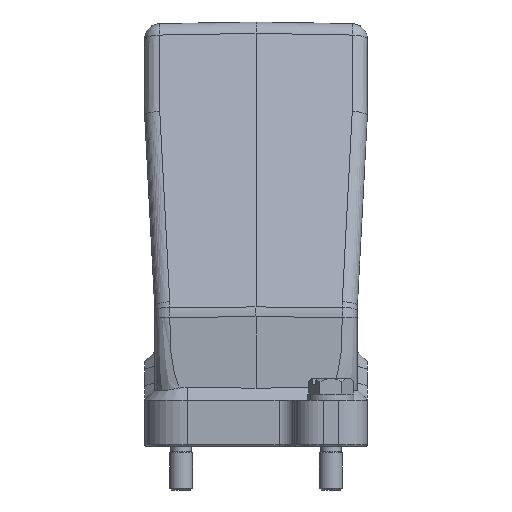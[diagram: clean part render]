
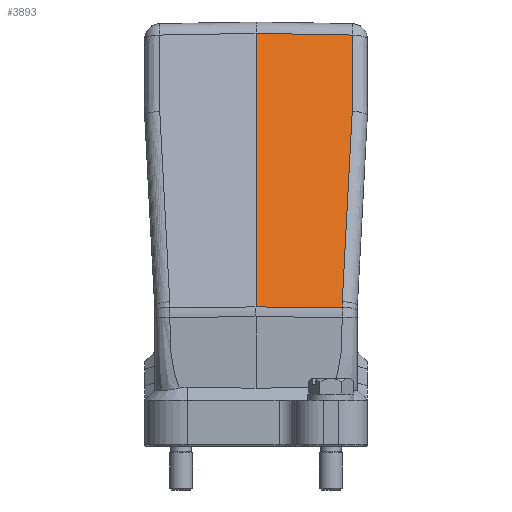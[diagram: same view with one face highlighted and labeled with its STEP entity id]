
A CAD part, left-side view. The second image highlights one B-rep face of the part: STEP entity #3893.
In plain terms, the highlighted planar face has unit normal (-0.966, -0.018, 0.259).
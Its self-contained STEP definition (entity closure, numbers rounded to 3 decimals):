
#1373=B_SPLINE_CURVE_WITH_KNOTS('',3,(#20039,#20040,#20041,#20042,#20043,
#20044),.UNSPECIFIED.,.F.,.F.,(4,2,4),(0.,0.998,1.),
 .UNSPECIFIED.);
#1374=B_SPLINE_CURVE_WITH_KNOTS('',3,(#20047,#20048,#20049,#20050),
 .UNSPECIFIED.,.F.,.F.,(4,4),(0.,1.),.UNSPECIFIED.);
#1375=B_SPLINE_CURVE_WITH_KNOTS('',3,(#20054,#20055,#20056,#20057,#20058,
#20059),.UNSPECIFIED.,.F.,.F.,(4,2,4),(0.,0.069,1.),
 .UNSPECIFIED.);
#1916=LINE('',#20037,#2598);
#1917=LINE('',#20051,#2599);
#1918=LINE('',#20052,#2600);
#2598=VECTOR('',#11876,1.);
#2599=VECTOR('',#11879,1.);
#2600=VECTOR('',#11880,1.);
#2997=PLANE('',#10299);
#3393=FACE_OUTER_BOUND('',#4661,.T.);
#3893=ADVANCED_FACE('',(#3393),#2997,.F.);
#4661=EDGE_LOOP('',(#6584,#6585,#6586,#6587,#6588,#6589));
#6584=ORIENTED_EDGE('',*,*,#9086,.F.);
#6585=ORIENTED_EDGE('',*,*,#9087,.F.);
#6586=ORIENTED_EDGE('',*,*,#9085,.F.);
#6587=ORIENTED_EDGE('',*,*,#9088,.F.);
#6588=ORIENTED_EDGE('',*,*,#9089,.F.);
#6589=ORIENTED_EDGE('',*,*,#9090,.F.);
#7702=VERTEX_POINT('',#18319);
#7704=VERTEX_POINT('',#18324);
#7936=VERTEX_POINT('',#19562);
#7965=VERTEX_POINT('',#20045);
#7966=VERTEX_POINT('',#20046);
#7967=VERTEX_POINT('',#20053);
#9085=EDGE_CURVE('',#7936,#7704,#1916,.T.);
#9086=EDGE_CURVE('',#7965,#7966,#1373,.T.);
#9087=EDGE_CURVE('',#7704,#7965,#1374,.T.);
#9088=EDGE_CURVE('',#7702,#7936,#1917,.T.);
#9089=EDGE_CURVE('',#7967,#7702,#1918,.T.);
#9090=EDGE_CURVE('',#7966,#7967,#1375,.T.);
#10299=AXIS2_PLACEMENT_3D('',#20060,#11881,#11882);
#11876=DIRECTION('',(0.013,-1.,-0.017));
#11879=DIRECTION('',(0.259,0.,0.966));
#11880=DIRECTION('',(-0.017,1.,0.002));
#11881=DIRECTION('',(0.966,0.017,-0.259));
#11882=DIRECTION('',(0.259,0.,0.966));
#18319=CARTESIAN_POINT('',(-61.159,0.,18.271));
#18324=CARTESIAN_POINT('',(-41.728,-25.07,89.098));
#19562=CARTESIAN_POINT('',(-42.064,0.,89.536));
#20037=CARTESIAN_POINT('',(-42.064,0.,89.536));
#20039=CARTESIAN_POINT('',(-47.046,-25.07,69.251));
#20040=CARTESIAN_POINT('',(-51.484,-24.205,52.749));
#20041=CARTESIAN_POINT('',(-55.921,-23.34,36.247));
#20042=CARTESIAN_POINT('',(-60.368,-22.473,19.71));
#20043=CARTESIAN_POINT('',(-60.377,-22.472,19.675));
#20044=CARTESIAN_POINT('',(-60.387,-22.47,19.64));
#20045=CARTESIAN_POINT('',(-47.046,-25.07,69.251));
#20046=CARTESIAN_POINT('',(-60.387,-22.47,19.64));
#20047=CARTESIAN_POINT('',(-41.728,-25.07,89.098));
#20048=CARTESIAN_POINT('',(-43.501,-25.07,82.482));
#20049=CARTESIAN_POINT('',(-45.274,-25.07,75.867));
#20050=CARTESIAN_POINT('',(-47.046,-25.07,69.251));
#20051=CARTESIAN_POINT('',(-61.159,0.,18.271));
#20052=CARTESIAN_POINT('',(-60.767,-22.47,18.22));
#20053=CARTESIAN_POINT('',(-60.767,-22.47,18.22));
#20054=CARTESIAN_POINT('',(-60.387,-22.47,19.64));
#20055=CARTESIAN_POINT('',(-60.395,-22.47,19.607));
#20056=CARTESIAN_POINT('',(-60.404,-22.47,19.575));
#20057=CARTESIAN_POINT('',(-60.531,-22.47,19.101));
#20058=CARTESIAN_POINT('',(-60.649,-22.47,18.661));
#20059=CARTESIAN_POINT('',(-60.767,-22.47,18.22));
#20060=CARTESIAN_POINT('',(-61.534,0.,16.872));
